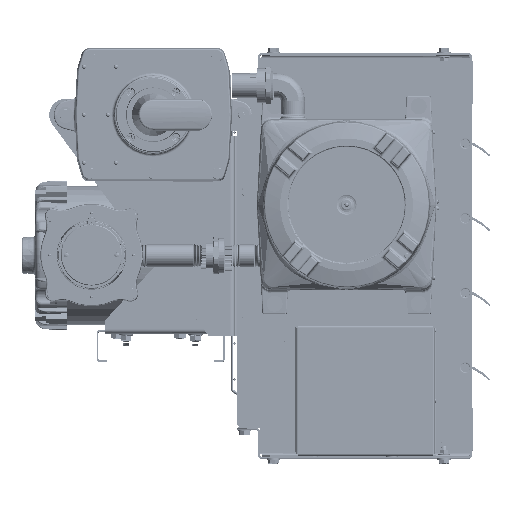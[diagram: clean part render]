
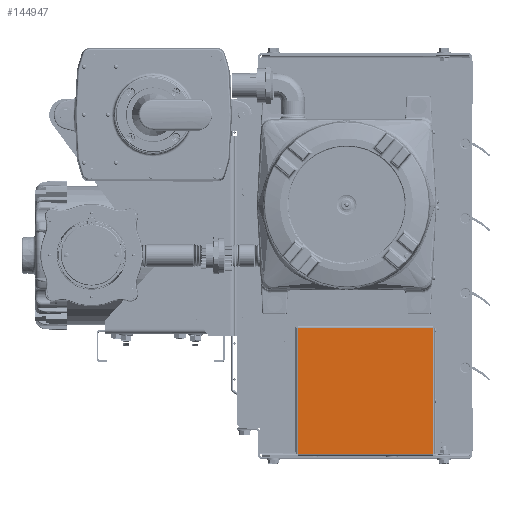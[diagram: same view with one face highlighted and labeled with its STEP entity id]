
A CAD part, top view. The second image highlights one B-rep face of the part: STEP entity #144947.
In plain terms, the highlighted planar face has unit normal (0, 0, 1).
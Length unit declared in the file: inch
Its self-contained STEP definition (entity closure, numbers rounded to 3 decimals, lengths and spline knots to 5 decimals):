
#7 = CARTESIAN_POINT ( 'NONE',  ( -3.4022, 5.81098, 12.5688 ) ) ;
#25 = ORIENTED_EDGE ( 'NONE', *, *, #113220, .T. ) ;
#1545 = CARTESIAN_POINT ( 'NONE',  ( 2.9022, 11.71098, 12.5688 ) ) ;
#2701 = VERTEX_POINT ( 'NONE', #15911 ) ;
#7810 = DIRECTION ( 'NONE',  ( 0., 0., 1. ) ) ;
#7861 = DIRECTION ( 'NONE',  ( 0., 1., 0. ) ) ;
#11317 = ORIENTED_EDGE ( 'NONE', *, *, #259360, .T. ) ;
#13353 = VERTEX_POINT ( 'NONE', #104962 ) ;
#15561 = LINE ( 'NONE', #160219, #116389 ) ;
#15911 = CARTESIAN_POINT ( 'NONE',  ( -3.4022, 11.71098, 12.5688 ) ) ;
#59941 = DIRECTION ( 'NONE',  ( -1., 0., 0. ) ) ;
#69462 = CARTESIAN_POINT ( 'NONE',  ( 2.9022, 5.76098, 12.5688 ) ) ;
#93303 = VECTOR ( 'NONE', #140739, 39.37008 ) ;
#104962 = CARTESIAN_POINT ( 'NONE',  ( 2.9022, 5.81098, 12.5688 ) ) ;
#113220 = EDGE_CURVE ( 'NONE', #163482, #13353, #247259, .T. ) ;
#113501 = LINE ( 'NONE', #235898, #252884 ) ;
#116389 = VECTOR ( 'NONE', #59941, 39.37008 ) ;
#120269 = ORIENTED_EDGE ( 'NONE', *, *, #250468, .F. ) ;
#124423 = CARTESIAN_POINT ( 'NONE',  ( -3.4022, 5.81098, 12.5688 ) ) ;
#128116 = LINE ( 'NONE', #69462, #181610 ) ;
#128324 = CARTESIAN_POINT ( 'NONE',  ( -3.5, 5.76098, 12.5688 ) ) ;
#140739 = DIRECTION ( 'NONE',  ( 1., 0., 0. ) ) ;
#144947 = ADVANCED_FACE ( 'NONE', ( #193284 ), #167938, .T. ) ;
#148547 = DIRECTION ( 'NONE',  ( 0., -1., 0. ) ) ;
#156033 = DIRECTION ( 'NONE',  ( 0., 1., 0. ) ) ;
#160219 = CARTESIAN_POINT ( 'NONE',  ( 2.9022, 11.71098, 12.5688 ) ) ;
#163482 = VERTEX_POINT ( 'NONE', #124423 ) ;
#167938 = PLANE ( 'NONE',  #212939 ) ;
#170582 = ORIENTED_EDGE ( 'NONE', *, *, #215851, .T. ) ;
#181610 = VECTOR ( 'NONE', #7861, 39.37008 ) ;
#193284 = FACE_OUTER_BOUND ( 'NONE', #216060, .T. ) ;
#212939 = AXIS2_PLACEMENT_3D ( 'NONE', #128324, #7810, #148547 ) ;
#215851 = EDGE_CURVE ( 'NONE', #247450, #2701, #15561, .T. ) ;
#216060 = EDGE_LOOP ( 'NONE', ( #11317, #170582, #120269, #25 ) ) ;
#235898 = CARTESIAN_POINT ( 'NONE',  ( -3.4022, 5.76098, 12.5688 ) ) ;
#247259 = LINE ( 'NONE', #7, #93303 ) ;
#247450 = VERTEX_POINT ( 'NONE', #1545 ) ;
#250468 = EDGE_CURVE ( 'NONE', #163482, #2701, #113501, .T. ) ;
#252884 = VECTOR ( 'NONE', #156033, 39.37008 ) ;
#259360 = EDGE_CURVE ( 'NONE', #13353, #247450, #128116, .T. ) ;
